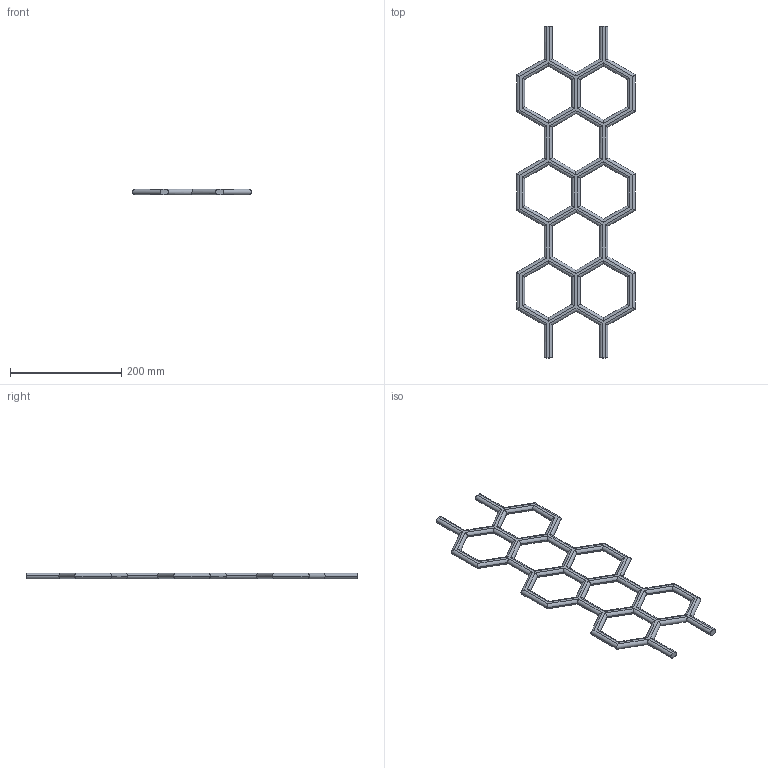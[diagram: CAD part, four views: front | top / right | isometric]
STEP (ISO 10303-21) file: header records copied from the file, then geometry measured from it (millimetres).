
FILE_DESCRIPTION(('CATIA V5 STEP Exchange'),'2;1');
FILE_NAME('Hex Pattern 002.stp','2023-03-25T07:06:38+00:00',('none'),('none'),'CATIA Version 5 Release 21 GA (IN-10)','CATIA V5 STEP AP203','none');
FILE_SCHEMA(('CONFIG_CONTROL_DESIGN'));
Length unit declared in the file: millimetre
Products named in the file (1): Hex Pattern
Bounding box: 214.32 x 598 x 10 mm (x, y, z)
Volume: 296724.5 mm3; surface area: 94294.9 mm2
Topology: 1 solids, 1 shells, 154 faces, 406 edges, 254 vertices
Faces by surface type: cylinder 148, plane 6
Entity records: 5994 total; most frequent: CARTESIAN_POINT 2614, ORIENTED_EDGE 812, DIRECTION 480, EDGE_CURVE 406, VERTEX_POINT 254, VECTOR 238, LINE 238, EDGE_LOOP 170
